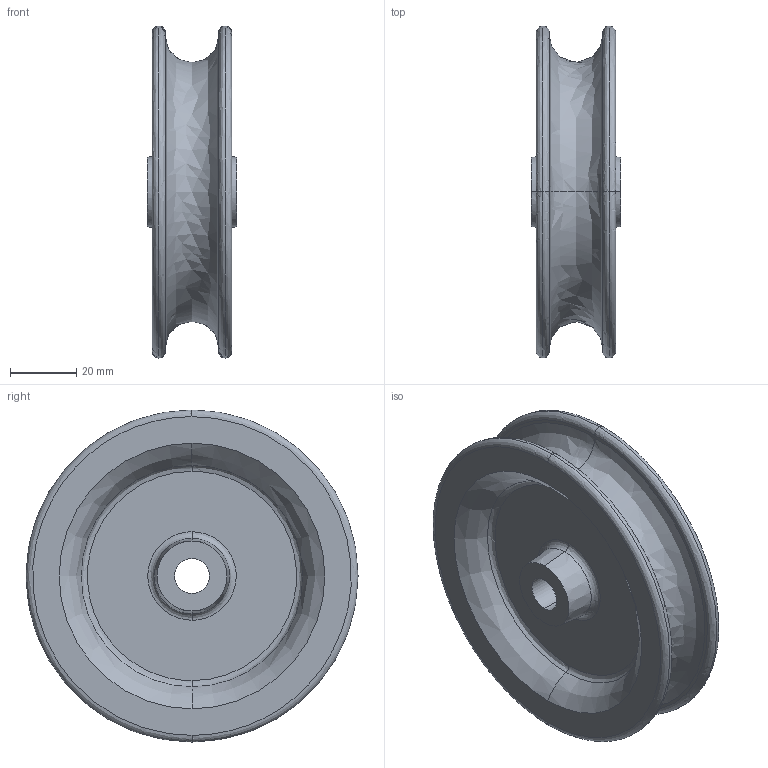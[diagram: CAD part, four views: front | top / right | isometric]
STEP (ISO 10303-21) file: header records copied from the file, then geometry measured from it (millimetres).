
FILE_DESCRIPTION (( 'STEP AP214' ), '1' );
FILE_NAME ('0016524.step', '2022-12-02T12:33:52', ( '' ), ( '' ), 'SwSTEP 2.0', 'SolidWorks 2020', '' );
FILE_SCHEMA (( 'AUTOMOTIVE_DESIGN' ));
Length unit declared in the file: metre
Products named in the file (1): 0016524
Bounding box: 27 x 100 x 100 mm (x, y, z)
Volume: 79877.5 mm3; surface area: 29439.4 mm2
Topology: 1 solids, 1 shells, 36 faces, 72 edges, 44 vertices
Faces by surface type: bspline 22, plane 8, cone 4, cylinder 2
Entity records: 3746 total; most frequent: CARTESIAN_POINT 3047, ORIENTED_EDGE 144, DIRECTION 128, EDGE_CURVE 72, AXIS2_PLACEMENT_3D 61, CIRCLE 46, EDGE_LOOP 44, VERTEX_POINT 44
